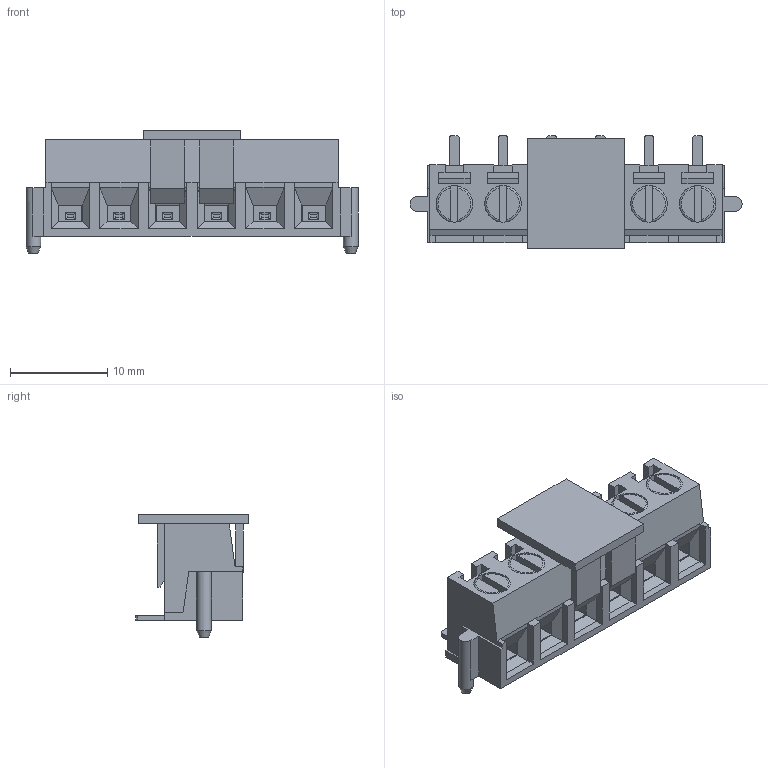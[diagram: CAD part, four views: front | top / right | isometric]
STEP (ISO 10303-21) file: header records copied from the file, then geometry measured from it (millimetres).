
FILE_DESCRIPTION( ( 'Unknown' ), '1' );
FILE_NAME( '691709710306.stp', 'Unknown', ( 'Unknown' ), ( 'Unknown' ), 'PSStep 15.0.49', 'Unknown', ' ' );
FILE_SCHEMA( ( 'AUTOMOTIVE_DESIGN { 1 0 10303 214 1 1 1 1 }' ) );
Length unit declared in the file: millimetre
Products named in the file (6): Assem1; 6917097103xx_CAGE; 6917097103xx_PIN; 6917097103xx_VIS; 691709710306; 6917097103xx_PAD
Assembly tree (20 placements, depth 2):
  Assem1
    6917097103xx_CAGE  x6
    6917097103xx_PIN  x6
    6917097103xx_VIS  x6
    691709710306
    6917097103xx_PAD
Bounding box: 34.1 x 11.55 x 12.7 mm (x, y, z)
Volume: 1736 mm3; surface area: 4616.4 mm2
Topology: 20 solids, 20 shells, 716 faces, 1872 edges, 1200 vertices
Faces by surface type: plane 526, cylinder 146, torus 18, cone 14, bspline 12
Full cylindrical faces by diameter (mm): 1.5 x2, 2.4 x6, 2.9 x6, 3.75 x12
Entity records: 15115 total; most frequent: CARTESIAN_POINT 2156, ORIENTED_EDGE 2046, DIRECTION 1896, EDGE_CURVE 1023, LINE 944, VECTOR 944, VERTEX_POINT 657, AXIS2_PLACEMENT_3D 476
